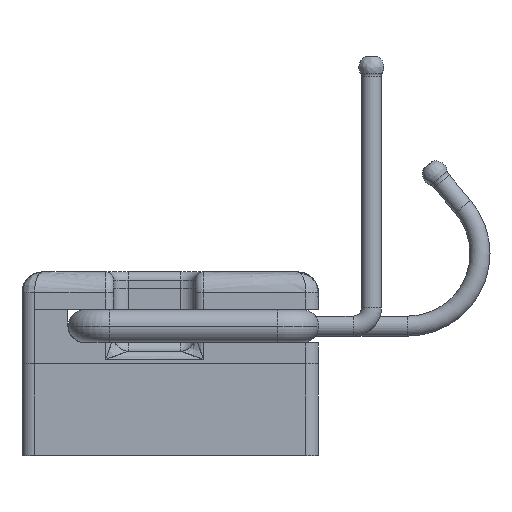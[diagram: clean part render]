
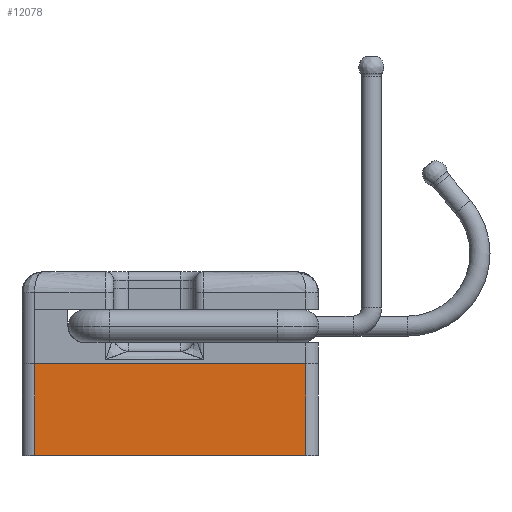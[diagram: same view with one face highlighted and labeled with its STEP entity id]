
A CAD part, left-side view. The second image highlights one B-rep face of the part: STEP entity #12078.
In plain terms, the highlighted planar face has unit normal (1, 0, 0).
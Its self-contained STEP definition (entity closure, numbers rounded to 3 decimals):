
#114=PLANE('',#13935);
#546=FACE_OUTER_BOUND('',#1011,.T.);
#1011=EDGE_LOOP('',(#9796,#9797,#9798,#9799));
#1508=LINE('',#23005,#2651);
#1509=LINE('',#23007,#2652);
#1510=LINE('',#23009,#2653);
#1511=LINE('',#23010,#2654);
#2651=VECTOR('',#16054,22.);
#2652=VECTOR('',#16055,65.);
#2653=VECTOR('',#16056,22.);
#2654=VECTOR('',#16057,65.);
#5378=VERTEX_POINT('',#23003);
#5379=VERTEX_POINT('',#23004);
#5380=VERTEX_POINT('',#23006);
#5381=VERTEX_POINT('',#23008);
#7587=EDGE_CURVE('',#5378,#5379,#1508,.T.);
#7588=EDGE_CURVE('',#5379,#5380,#1509,.T.);
#7589=EDGE_CURVE('',#5380,#5381,#1510,.T.);
#7590=EDGE_CURVE('',#5381,#5378,#1511,.T.);
#9796=ORIENTED_EDGE('',*,*,#7587,.T.);
#9797=ORIENTED_EDGE('',*,*,#7588,.T.);
#9798=ORIENTED_EDGE('',*,*,#7589,.T.);
#9799=ORIENTED_EDGE('',*,*,#7590,.T.);
#12078=ADVANCED_FACE('',(#546),#114,.F.);
#13935=AXIS2_PLACEMENT_3D('',#23002,#16052,#16053);
#16052=DIRECTION('center_axis',(-1.,0.,0.));
#16053=DIRECTION('ref_axis',(0.,0.,1.));
#16054=DIRECTION('',(0.,0.,-1.));
#16055=DIRECTION('',(0.,1.,0.));
#16056=DIRECTION('',(0.,0.,1.));
#16057=DIRECTION('',(0.,-1.,0.));
#23002=CARTESIAN_POINT('Origin',(116.,-42.5,-31.574));
#23003=CARTESIAN_POINT('',(116.,-75.,-9.));
#23004=CARTESIAN_POINT('',(116.,-75.,-31.));
#23005=CARTESIAN_POINT('',(116.,-75.,-9.));
#23006=CARTESIAN_POINT('',(116.,-10.,-31.));
#23007=CARTESIAN_POINT('',(116.,-10.,-31.));
#23008=CARTESIAN_POINT('',(116.,-10.,-9.));
#23009=CARTESIAN_POINT('',(116.,-10.,-9.));
#23010=CARTESIAN_POINT('',(116.,-10.,-9.));
